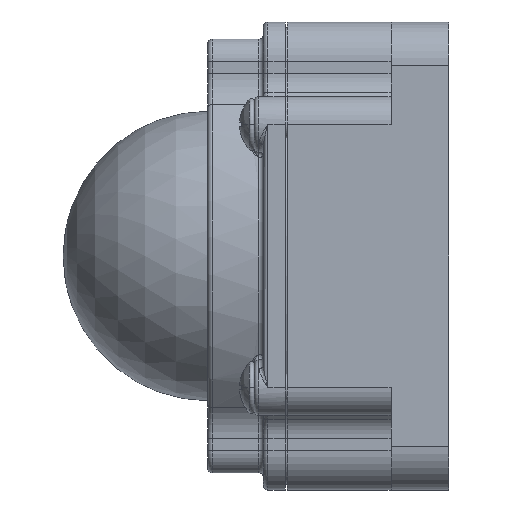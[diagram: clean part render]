
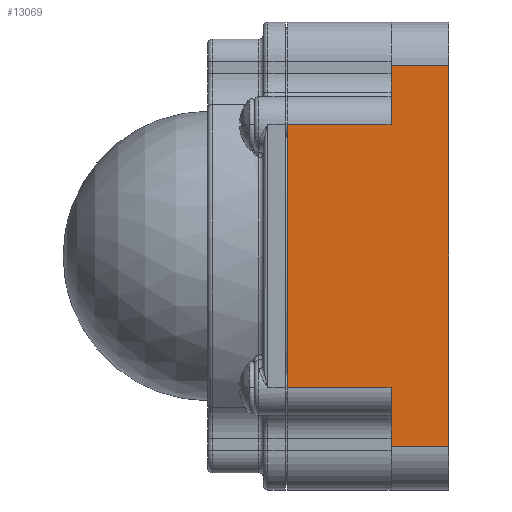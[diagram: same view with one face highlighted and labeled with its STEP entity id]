
A CAD part, left-side view. The second image highlights one B-rep face of the part: STEP entity #13069.
In plain terms, the highlighted planar face has unit normal (-1, 0, 0).
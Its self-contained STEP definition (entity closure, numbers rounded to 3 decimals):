
#3425=DIRECTION('',(0.,0.,1.));
#3426=VECTOR('',#3425,45.466);
#3427=CARTESIAN_POINT('',(-40.07,27.9,-22.733));
#3428=LINE('',#3427,#3426);
#3689=DIRECTION('',(0.,0.,1.));
#3690=VECTOR('',#3689,10.121);
#3691=CARTESIAN_POINT('',(-40.07,10.,-32.854));
#3692=LINE('',#3691,#3690);
#3751=DIRECTION('',(0.,1.,0.));
#3752=VECTOR('',#3751,17.9);
#3753=CARTESIAN_POINT('',(-40.07,10.,-22.733));
#3754=LINE('',#3753,#3752);
#3755=DIRECTION('',(0.,0.,-1.));
#3756=VECTOR('',#3755,65.709);
#3757=CARTESIAN_POINT('',(-40.07,0.,32.854));
#3758=LINE('',#3757,#3756);
#3759=DIRECTION('',(0.,1.,0.));
#3760=VECTOR('',#3759,10.);
#3761=CARTESIAN_POINT('',(-40.07,0.,-32.854));
#3762=LINE('',#3761,#3760);
#3768=DIRECTION('',(0.,1.,0.));
#3769=VECTOR('',#3768,17.9);
#3770=CARTESIAN_POINT('',(-40.07,10.,22.733));
#3771=LINE('',#3770,#3769);
#3781=DIRECTION('',(0.,0.,1.));
#3782=VECTOR('',#3781,10.121);
#3783=CARTESIAN_POINT('',(-40.07,10.,22.733));
#3784=LINE('',#3783,#3782);
#3795=DIRECTION('',(0.,1.,0.));
#3796=VECTOR('',#3795,10.);
#3797=CARTESIAN_POINT('',(-40.07,0.,32.854));
#3798=LINE('',#3797,#3796);
#7883=CARTESIAN_POINT('',(-40.07,0.,32.854));
#7885=VERTEX_POINT('',#7883);
#7896=CARTESIAN_POINT('',(-40.07,0.,-32.854));
#7898=VERTEX_POINT('',#7896);
#7899=CARTESIAN_POINT('',(-40.07,10.,32.854));
#7901=VERTEX_POINT('',#7899);
#7912=CARTESIAN_POINT('',(-40.07,10.,-32.854));
#7914=VERTEX_POINT('',#7912);
#7927=CARTESIAN_POINT('',(-40.07,10.,-22.733));
#7928=VERTEX_POINT('',#7927);
#7929=CARTESIAN_POINT('',(-40.07,10.,22.733));
#7930=VERTEX_POINT('',#7929);
#8024=CARTESIAN_POINT('',(-40.07,27.9,-22.733));
#8026=VERTEX_POINT('',#8024);
#8027=CARTESIAN_POINT('',(-40.07,27.9,22.733));
#8028=VERTEX_POINT('',#8027);
#13050=CARTESIAN_POINT('',(-40.07,0.,-32.854));
#13051=DIRECTION('',(-1.,0.,0.));
#13052=DIRECTION('',(0.,0.,1.));
#13053=AXIS2_PLACEMENT_3D('',#13050,#13051,#13052);
#13054=PLANE('',#13053);
#13055=ORIENTED_EDGE('',*,*,#12972,.T.);
#13056=ORIENTED_EDGE('',*,*,#13045,.T.);
#13057=ORIENTED_EDGE('',*,*,#12729,.T.);
#13059=ORIENTED_EDGE('',*,*,#13058,.F.);
#13061=ORIENTED_EDGE('',*,*,#13060,.T.);
#13063=ORIENTED_EDGE('',*,*,#13062,.F.);
#13064=ORIENTED_EDGE('',*,*,#9389,.T.);
#13066=ORIENTED_EDGE('',*,*,#13065,.T.);
#13067=EDGE_LOOP('',(#13055,#13056,#13057,#13059,#13061,#13063,#13064,#13066));
#13068=FACE_OUTER_BOUND('',#13067,.F.);
#13069=ADVANCED_FACE('',(#13068),#13054,.T.);
#9389=EDGE_CURVE('',#7885,#7898,#3758,.T.);
#12729=EDGE_CURVE('',#8026,#8028,#3428,.T.);
#12972=EDGE_CURVE('',#7914,#7928,#3692,.T.);
#13045=EDGE_CURVE('',#7928,#8026,#3754,.T.);
#13058=EDGE_CURVE('',#7930,#8028,#3771,.T.);
#13060=EDGE_CURVE('',#7930,#7901,#3784,.T.);
#13062=EDGE_CURVE('',#7885,#7901,#3798,.T.);
#13065=EDGE_CURVE('',#7898,#7914,#3762,.T.);
